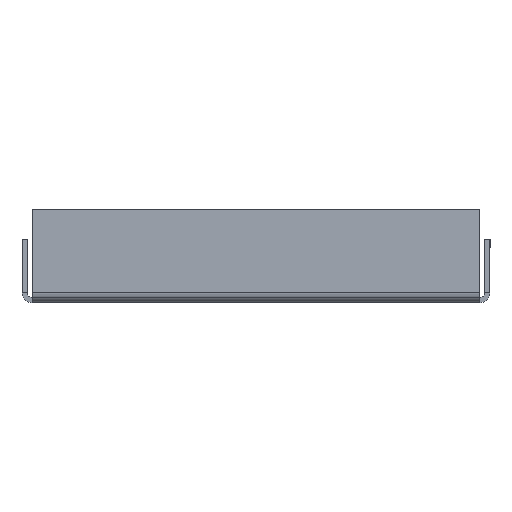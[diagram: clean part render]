
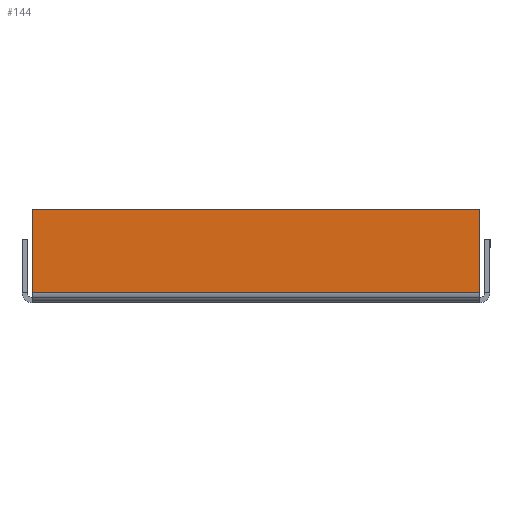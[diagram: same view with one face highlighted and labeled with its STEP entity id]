
A CAD part, left-side view. The second image highlights one B-rep face of the part: STEP entity #144.
In plain terms, the highlighted planar face has unit normal (-1, 0, 0).
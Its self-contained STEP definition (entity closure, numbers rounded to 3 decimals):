
#20 = EDGE_CURVE ( 'NONE', #219, #660, #531, .T. ) ;
#116 = CARTESIAN_POINT ( 'NONE',  ( -2., 86., 1. ) ) ;
#144 = ADVANCED_FACE ( 'NONE', ( #1328 ), #1478, .F. ) ;
#219 = VERTEX_POINT ( 'NONE', #299 ) ;
#249 = DIRECTION ( 'NONE',  ( 0., 0., -1. ) ) ;
#299 = CARTESIAN_POINT ( 'NONE',  ( -2., 0., 1. ) ) ;
#306 = DIRECTION ( 'NONE',  ( 0., 0., -1. ) ) ;
#315 = VERTEX_POINT ( 'NONE', #595 ) ;
#369 = CARTESIAN_POINT ( 'NONE',  ( -2., 0., 0. ) ) ;
#443 = ORIENTED_EDGE ( 'NONE', *, *, #1338, .T. ) ;
#472 = CARTESIAN_POINT ( 'NONE',  ( -2., 86., 1. ) ) ;
#531 = LINE ( 'NONE', #369, #870 ) ;
#595 = CARTESIAN_POINT ( 'NONE',  ( -2., 86., 17. ) ) ;
#660 = VERTEX_POINT ( 'NONE', #1578 ) ;
#689 = ORIENTED_EDGE ( 'NONE', *, *, #839, .T. ) ;
#765 = DIRECTION ( 'NONE',  ( 0., 0., 1. ) ) ;
#839 = EDGE_CURVE ( 'NONE', #315, #1044, #1669, .T. ) ;
#870 = VECTOR ( 'NONE', #765, 1000. ) ;
#899 = AXIS2_PLACEMENT_3D ( 'NONE', #1232, #1336, #306 ) ;
#1032 = CARTESIAN_POINT ( 'NONE',  ( -2., 0., 17. ) ) ;
#1044 = VERTEX_POINT ( 'NONE', #116 ) ;
#1145 = CARTESIAN_POINT ( 'NONE',  ( -2., 86., 0. ) ) ;
#1177 = VECTOR ( 'NONE', #1620, 1000. ) ;
#1192 = ORIENTED_EDGE ( 'NONE', *, *, #20, .T. ) ;
#1232 = CARTESIAN_POINT ( 'NONE',  ( -2., 0., 0. ) ) ;
#1248 = EDGE_LOOP ( 'NONE', ( #1671, #1192, #443, #689 ) ) ;
#1304 = LINE ( 'NONE', #1032, #1469 ) ;
#1328 = FACE_OUTER_BOUND ( 'NONE', #1248, .T. ) ;
#1336 = DIRECTION ( 'NONE',  ( 1., 0., 0. ) ) ;
#1338 = EDGE_CURVE ( 'NONE', #660, #315, #1304, .T. ) ;
#1376 = LINE ( 'NONE', #472, #1177 ) ;
#1438 = DIRECTION ( 'NONE',  ( 0., 1., 0. ) ) ;
#1469 = VECTOR ( 'NONE', #1438, 1000. ) ;
#1478 = PLANE ( 'NONE',  #899 ) ;
#1557 = VECTOR ( 'NONE', #249, 1000. ) ;
#1578 = CARTESIAN_POINT ( 'NONE',  ( -2., 0., 17. ) ) ;
#1620 = DIRECTION ( 'NONE',  ( 0., 1., 0. ) ) ;
#1664 = EDGE_CURVE ( 'NONE', #219, #1044, #1376, .T. ) ;
#1669 = LINE ( 'NONE', #1145, #1557 ) ;
#1671 = ORIENTED_EDGE ( 'NONE', *, *, #1664, .F. ) ;
